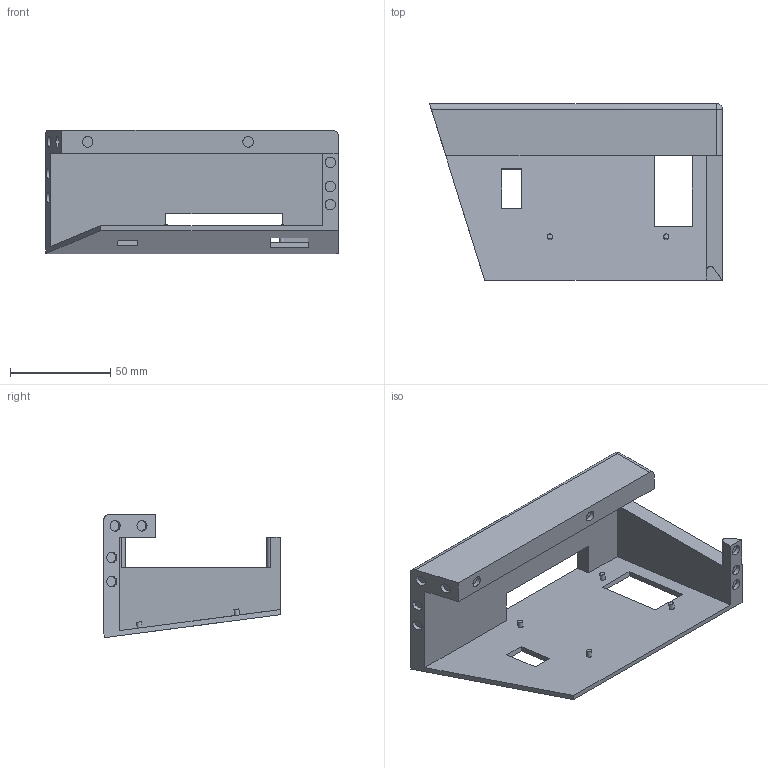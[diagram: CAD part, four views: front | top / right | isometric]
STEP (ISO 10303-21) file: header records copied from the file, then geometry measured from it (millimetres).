
FILE_DESCRIPTION(/* description */ ('STEP AP242','CAx-IF Rec.Pracs.---Representation and Presentation of Product Manufacturing Information (PMI)---4.0---2014-10-13','CAx-IF Rec.Pracs.---3D Tessellated Geometry---0.4---2014-09-14','2;1'),/* implementation_level */ '2;1');
FILE_NAME(/* name */ '685932cd857c5a6bca3346bf',/* time_stamp */ '2025-06-23T10:56:13Z',/* author */ (''),/* organization */ (''),/* preprocessor_version */ 'ST-DEVELOPER v20',/* originating_system */ 'ONSHAPE BY PTC INC, 1.199',/* authorisation */ ' ');
FILE_SCHEMA (('AP242_MANAGED_MODEL_BASED_3D_ENGINEERING_MIM_LF { 1 0 10303 442 1 1 4 }'));
Length unit declared in the file: metre
Products named in the file (1): keyBottomCase1-2
Bounding box: 146 x 88 x 61.48 mm (x, y, z)
Volume: 132644.6 mm3; surface area: 50281.6 mm2
Topology: 1 solids, 1 shells, 61 faces, 147 edges, 97 vertices
Faces by surface type: plane 40, cylinder 20, sphere 1
Full cylindrical faces by diameter (mm): 2.5 x4, 5.25 x9
Entity records: 1702 total; most frequent: DIRECTION 294, CARTESIAN_POINT 282, ORIENTED_EDGE 256, EDGE_CURVE 128, AXIS2_PLACEMENT_3D 104, VERTEX_POINT 92, EDGE_LOOP 92, FACE_BOUND 92
